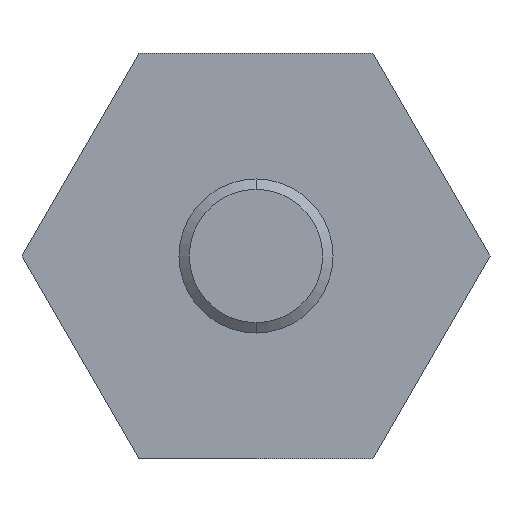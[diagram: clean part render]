
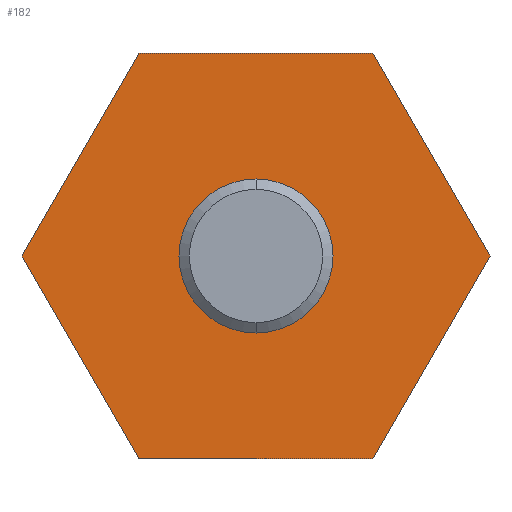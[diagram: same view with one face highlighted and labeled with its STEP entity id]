
A CAD part, front view. The second image highlights one B-rep face of the part: STEP entity #182.
In plain terms, the highlighted planar face has unit normal (0, -1, 0).
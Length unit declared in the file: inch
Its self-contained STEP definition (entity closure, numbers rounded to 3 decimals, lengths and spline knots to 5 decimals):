
#25 = AXIS2_PLACEMENT_3D ( 'NONE', #2164, #811, #2400 ) ;
#105 = DIRECTION ( 'NONE',  ( -0.5, 0., -0.866 ) ) ;
#141 = VECTOR ( 'NONE', #1653, 39.37008 ) ;
#182 = ADVANCED_FACE ( 'NONE', ( #2682, #866 ), #1128, .F. ) ;
#263 = CARTESIAN_POINT ( 'NONE',  ( 0.14434, 0., 0.25 ) ) ;
#276 = CARTESIAN_POINT ( 'NONE',  ( -0.28868, 0., 0. ) ) ;
#277 = ORIENTED_EDGE ( 'NONE', *, *, #559, .F. ) ;
#320 = CARTESIAN_POINT ( 'NONE',  ( 0.28868, 0., 0. ) ) ;
#322 = LINE ( 'NONE', #1074, #937 ) ;
#402 = ORIENTED_EDGE ( 'NONE', *, *, #2511, .F. ) ;
#439 = VERTEX_POINT ( 'NONE', #2838 ) ;
#451 = CARTESIAN_POINT ( 'NONE',  ( -0.14434, 0., 0.25 ) ) ;
#521 = CIRCLE ( 'NONE', #1475, 0.095 ) ;
#559 = EDGE_CURVE ( 'NONE', #729, #1367, #322, .T. ) ;
#662 = EDGE_CURVE ( 'NONE', #2551, #2110, #2602, .T. ) ;
#705 = ORIENTED_EDGE ( 'NONE', *, *, #662, .F. ) ;
#710 = VECTOR ( 'NONE', #1623, 39.37008 ) ;
#713 = VERTEX_POINT ( 'NONE', #908 ) ;
#729 = VERTEX_POINT ( 'NONE', #276 ) ;
#802 = CARTESIAN_POINT ( 'NONE',  ( 0., 0., -0.095 ) ) ;
#810 = LINE ( 'NONE', #263, #710 ) ;
#811 = DIRECTION ( 'NONE',  ( 0., 1., 0. ) ) ;
#827 = EDGE_LOOP ( 'NONE', ( #2148, #2870 ) ) ;
#866 = FACE_OUTER_BOUND ( 'NONE', #1869, .T. ) ;
#889 = CARTESIAN_POINT ( 'NONE',  ( 0.14434, 0., -0.25 ) ) ;
#897 = VECTOR ( 'NONE', #105, 39.37008 ) ;
#908 = CARTESIAN_POINT ( 'NONE',  ( 0.14434, 0., 0.25 ) ) ;
#937 = VECTOR ( 'NONE', #2884, 39.37008 ) ;
#948 = CARTESIAN_POINT ( 'NONE',  ( 0., 0., 0. ) ) ;
#1030 = CARTESIAN_POINT ( 'NONE',  ( 0.28868, 0., 0. ) ) ;
#1074 = CARTESIAN_POINT ( 'NONE',  ( -0.28868, 0., 0. ) ) ;
#1085 = AXIS2_PLACEMENT_3D ( 'NONE', #2928, #2727, #1361 ) ;
#1093 = VERTEX_POINT ( 'NONE', #1030 ) ;
#1105 = EDGE_CURVE ( 'NONE', #439, #2768, #1173, .T. ) ;
#1127 = CARTESIAN_POINT ( 'NONE',  ( -0.14434, 0., 0.25 ) ) ;
#1128 = PLANE ( 'NONE',  #1085 ) ;
#1172 = DIRECTION ( 'NONE',  ( 0., 0., 1. ) ) ;
#1173 = CIRCLE ( 'NONE', #25, 0.095 ) ;
#1307 = ORIENTED_EDGE ( 'NONE', *, *, #2177, .F. ) ;
#1351 = LINE ( 'NONE', #2569, #141 ) ;
#1361 = DIRECTION ( 'NONE',  ( 0., 0., 1. ) ) ;
#1367 = VERTEX_POINT ( 'NONE', #451 ) ;
#1395 = EDGE_CURVE ( 'NONE', #1367, #713, #1766, .T. ) ;
#1403 = VECTOR ( 'NONE', #2711, 39.37008 ) ;
#1409 = CARTESIAN_POINT ( 'NONE',  ( 0.14434, 0., -0.25 ) ) ;
#1418 = ORIENTED_EDGE ( 'NONE', *, *, #1395, .F. ) ;
#1475 = AXIS2_PLACEMENT_3D ( 'NONE', #948, #2541, #1172 ) ;
#1517 = EDGE_CURVE ( 'NONE', #2768, #439, #521, .T. ) ;
#1623 = DIRECTION ( 'NONE',  ( 0.5, 0., -0.866 ) ) ;
#1653 = DIRECTION ( 'NONE',  ( -0.5, 0., 0.866 ) ) ;
#1659 = CARTESIAN_POINT ( 'NONE',  ( -0.14434, 0., -0.25 ) ) ;
#1719 = ORIENTED_EDGE ( 'NONE', *, *, #2088, .F. ) ;
#1766 = LINE ( 'NONE', #1127, #2892 ) ;
#1869 = EDGE_LOOP ( 'NONE', ( #402, #1418, #277, #1719, #705, #1307 ) ) ;
#2029 = DIRECTION ( 'NONE',  ( 1., 0., 0. ) ) ;
#2088 = EDGE_CURVE ( 'NONE', #2110, #729, #1351, .T. ) ;
#2110 = VERTEX_POINT ( 'NONE', #1659 ) ;
#2148 = ORIENTED_EDGE ( 'NONE', *, *, #1105, .T. ) ;
#2164 = CARTESIAN_POINT ( 'NONE',  ( 0., 0., 0. ) ) ;
#2177 = EDGE_CURVE ( 'NONE', #1093, #2551, #2638, .T. ) ;
#2400 = DIRECTION ( 'NONE',  ( 0., 0., 1. ) ) ;
#2511 = EDGE_CURVE ( 'NONE', #713, #1093, #810, .T. ) ;
#2541 = DIRECTION ( 'NONE',  ( 0., 1., 0. ) ) ;
#2551 = VERTEX_POINT ( 'NONE', #1409 ) ;
#2569 = CARTESIAN_POINT ( 'NONE',  ( -0.14434, 0., -0.25 ) ) ;
#2602 = LINE ( 'NONE', #889, #1403 ) ;
#2638 = LINE ( 'NONE', #320, #897 ) ;
#2682 = FACE_BOUND ( 'NONE', #827, .T. ) ;
#2711 = DIRECTION ( 'NONE',  ( -1., 0., 0. ) ) ;
#2727 = DIRECTION ( 'NONE',  ( 0., 1., 0. ) ) ;
#2768 = VERTEX_POINT ( 'NONE', #802 ) ;
#2838 = CARTESIAN_POINT ( 'NONE',  ( 0., 0., 0.095 ) ) ;
#2870 = ORIENTED_EDGE ( 'NONE', *, *, #1517, .T. ) ;
#2884 = DIRECTION ( 'NONE',  ( 0.5, 0., 0.866 ) ) ;
#2892 = VECTOR ( 'NONE', #2029, 39.37008 ) ;
#2928 = CARTESIAN_POINT ( 'NONE',  ( 0.28868, 0., 0. ) ) ;
